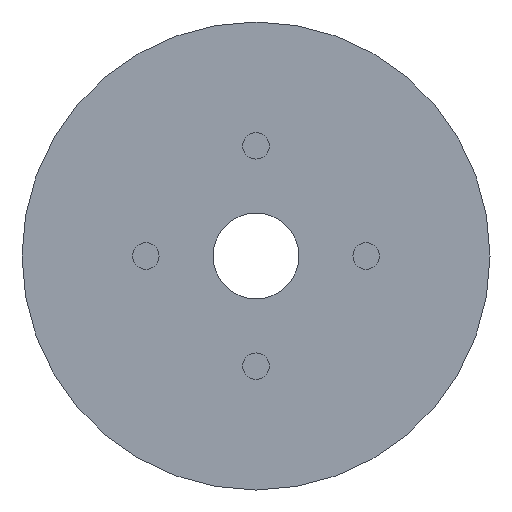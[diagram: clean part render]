
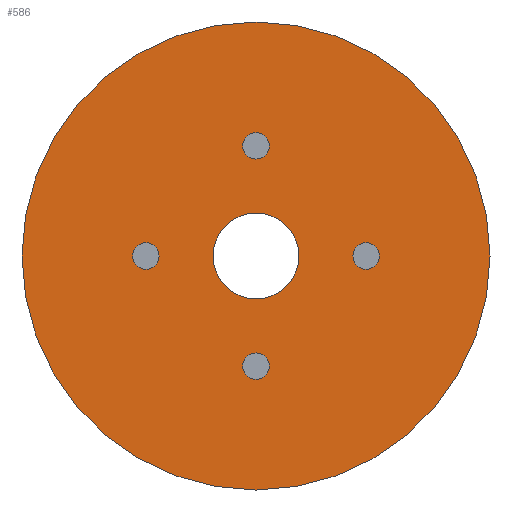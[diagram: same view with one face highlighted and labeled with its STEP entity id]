
A CAD part, front view. The second image highlights one B-rep face of the part: STEP entity #586.
In plain terms, the highlighted planar face has unit normal (0, -1, 0).
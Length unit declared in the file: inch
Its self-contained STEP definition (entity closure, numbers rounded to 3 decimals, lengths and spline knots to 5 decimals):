
#375=CARTESIAN_POINT('',(0.195,-0.75,0.));
#376=VERTEX_POINT('',#375);
#377=CARTESIAN_POINT('',(0.,-0.75,0.195));
#378=VERTEX_POINT('',#377);
#379=CARTESIAN_POINT('',(0.,-0.75,0.));
#380=DIRECTION('',(0.,-1.,0.));
#381=DIRECTION('',(1.,0.,0.));
#382=AXIS2_PLACEMENT_3D('',#379,#380,#381);
#383=CIRCLE('',#382,0.195);
#384=EDGE_CURVE('',#376,#378,#383,.T.);
#395=EDGE_CURVE('',#378,#376,#383,.T.);
#405=CARTESIAN_POINT('',(0.06,-0.75,0.5));
#406=VERTEX_POINT('',#405);
#407=CARTESIAN_POINT('',(0.,-0.75,0.56));
#408=VERTEX_POINT('',#407);
#409=CARTESIAN_POINT('',(0.,-0.75,0.5));
#410=DIRECTION('',(0.,-1.,0.));
#411=DIRECTION('',(1.,0.,0.));
#412=AXIS2_PLACEMENT_3D('',#409,#410,#411);
#413=CIRCLE('',#412,0.06);
#414=EDGE_CURVE('',#406,#408,#413,.T.);
#425=EDGE_CURVE('',#408,#406,#413,.T.);
#435=CARTESIAN_POINT('',(0.5,-0.75,-0.06));
#436=VERTEX_POINT('',#435);
#437=CARTESIAN_POINT('',(0.56,-0.75,0.));
#438=VERTEX_POINT('',#437);
#439=CARTESIAN_POINT('',(0.5,-0.75,0.));
#440=DIRECTION('',(0.,-1.,0.));
#441=DIRECTION('',(0.,0.,-1.));
#442=AXIS2_PLACEMENT_3D('',#439,#440,#441);
#443=CIRCLE('',#442,0.06);
#444=EDGE_CURVE('',#436,#438,#443,.T.);
#455=EDGE_CURVE('',#438,#436,#443,.T.);
#465=CARTESIAN_POINT('',(-0.06,-0.75,-0.5));
#466=VERTEX_POINT('',#465);
#467=CARTESIAN_POINT('',(0.,-0.75,-0.56));
#468=VERTEX_POINT('',#467);
#469=CARTESIAN_POINT('',(0.,-0.75,-0.5));
#470=DIRECTION('',(0.,-1.,0.));
#471=DIRECTION('',(-1.,0.,0.));
#472=AXIS2_PLACEMENT_3D('',#469,#470,#471);
#473=CIRCLE('',#472,0.06);
#474=EDGE_CURVE('',#466,#468,#473,.T.);
#485=EDGE_CURVE('',#468,#466,#473,.T.);
#495=CARTESIAN_POINT('',(-0.5,-0.75,0.06));
#496=VERTEX_POINT('',#495);
#497=CARTESIAN_POINT('',(-0.56,-0.75,0.));
#498=VERTEX_POINT('',#497);
#499=CARTESIAN_POINT('',(-0.5,-0.75,0.));
#500=DIRECTION('',(0.,-1.,0.));
#501=DIRECTION('',(0.,0.,1.));
#502=AXIS2_PLACEMENT_3D('',#499,#500,#501);
#503=CIRCLE('',#502,0.06);
#504=EDGE_CURVE('',#496,#498,#503,.T.);
#515=EDGE_CURVE('',#498,#496,#503,.T.);
#525=CARTESIAN_POINT('',(1.0625,-0.75,0.));
#526=VERTEX_POINT('',#525);
#527=CARTESIAN_POINT('',(0.,-0.75,0.));
#528=DIRECTION('',(0.,1.,0.));
#529=DIRECTION('',(1.,0.,0.));
#530=AXIS2_PLACEMENT_3D('',#527,#528,#529);
#531=CIRCLE('',#530,1.0625);
#532=EDGE_CURVE('',#526,#526,#531,.T.);
#558=ORIENTED_EDGE('',*,*,#532,.F.);
#559=EDGE_LOOP('',(#558));
#560=FACE_OUTER_BOUND('',#559,.T.);
#561=ORIENTED_EDGE('',*,*,#504,.F.);
#562=ORIENTED_EDGE('',*,*,#515,.F.);
#563=EDGE_LOOP('',(#561,#562));
#564=FACE_BOUND('',#563,.T.);
#565=ORIENTED_EDGE('',*,*,#474,.F.);
#566=ORIENTED_EDGE('',*,*,#485,.F.);
#567=EDGE_LOOP('',(#565,#566));
#568=FACE_BOUND('',#567,.T.);
#569=ORIENTED_EDGE('',*,*,#444,.F.);
#570=ORIENTED_EDGE('',*,*,#455,.F.);
#571=EDGE_LOOP('',(#569,#570));
#572=FACE_BOUND('',#571,.T.);
#573=ORIENTED_EDGE('',*,*,#414,.F.);
#574=ORIENTED_EDGE('',*,*,#425,.F.);
#575=EDGE_LOOP('',(#573,#574));
#576=FACE_BOUND('',#575,.T.);
#577=ORIENTED_EDGE('',*,*,#384,.F.);
#578=ORIENTED_EDGE('',*,*,#395,.F.);
#579=EDGE_LOOP('',(#577,#578));
#580=FACE_BOUND('',#579,.T.);
#581=CARTESIAN_POINT('',(-0.55546,-0.75,-0.0229));
#582=DIRECTION('',(0.,-1.,0.));
#583=DIRECTION('',(1.,0.,0.));
#584=AXIS2_PLACEMENT_3D('',#581,#582,#583);
#585=PLANE('',#584);
#586=ADVANCED_FACE('',(#560,#564,#568,#572,#576,#580),#585,.T.);
